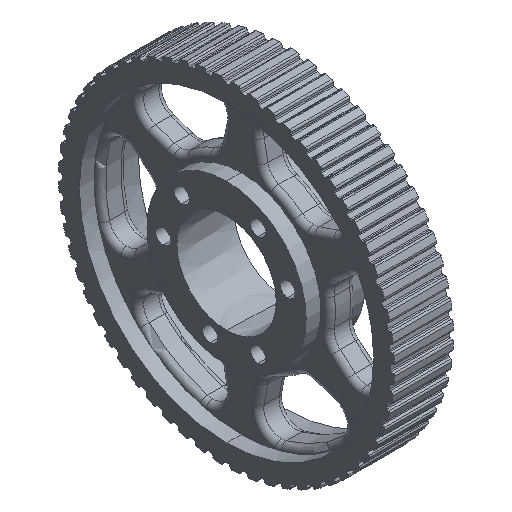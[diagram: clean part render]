
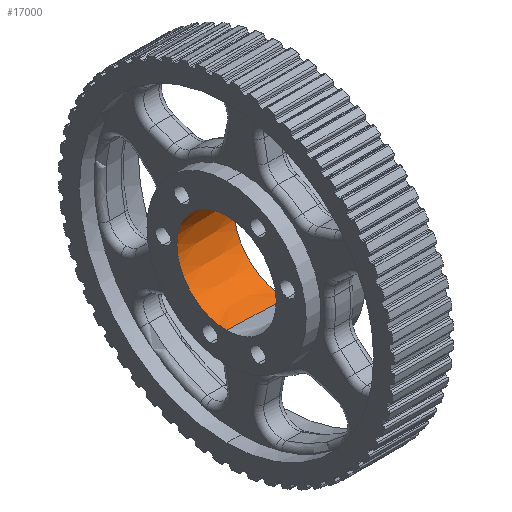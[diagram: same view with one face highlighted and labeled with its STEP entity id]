
A CAD part, isometric view. The second image highlights one B-rep face of the part: STEP entity #17000.
In plain terms, the highlighted conical face has half-angle 1.753 degrees and reference radius 27.756 mm.
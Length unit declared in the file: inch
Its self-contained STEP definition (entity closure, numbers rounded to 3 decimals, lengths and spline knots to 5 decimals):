
#6 = VECTOR ( 'NONE', #18610, 39.37008 ) ;
#1694 = CARTESIAN_POINT ( 'NONE',  ( -1.25, 0., 1.0545 ) ) ;
#2198 = CARTESIAN_POINT ( 'NONE',  ( 0., 0., 0. ) ) ;
#2531 = EDGE_CURVE ( 'NONE', #23178, #9760, #6352, .T. ) ;
#4087 = DIRECTION ( 'NONE',  ( 0., 0., -1. ) ) ;
#4109 = CARTESIAN_POINT ( 'NONE',  ( 0., 0., 1.09275 ) ) ;
#4579 = ORIENTED_EDGE ( 'NONE', *, *, #2531, .F. ) ;
#4974 = LINE ( 'NONE', #16678, #6 ) ;
#5247 = AXIS2_PLACEMENT_3D ( 'NONE', #8821, #21659, #10680 ) ;
#6306 = EDGE_CURVE ( 'NONE', #9760, #12500, #4974, .T. ) ;
#6352 = CIRCLE ( 'NONE', #5247, 1.0545 ) ;
#7399 = DIRECTION ( 'NONE',  ( 1., 0., -0.031 ) ) ;
#7576 = VECTOR ( 'NONE', #7399, 39.37008 ) ;
#8159 = LINE ( 'NONE', #11102, #7576 ) ;
#8821 = CARTESIAN_POINT ( 'NONE',  ( -1.25, 0., 0. ) ) ;
#9760 = VERTEX_POINT ( 'NONE', #1694 ) ;
#10215 = EDGE_LOOP ( 'NONE', ( #21480, #4579, #21902, #13245 ) ) ;
#10381 = CIRCLE ( 'NONE', #23210, 1.09275 ) ;
#10680 = DIRECTION ( 'NONE',  ( 0., 0., -1. ) ) ;
#10907 = DIRECTION ( 'NONE',  ( 1., 0., 0. ) ) ;
#10985 = DIRECTION ( 'NONE',  ( 0., 0., -1. ) ) ;
#11068 = CARTESIAN_POINT ( 'NONE',  ( -1.25, 0., -1.0545 ) ) ;
#11102 = CARTESIAN_POINT ( 'NONE',  ( 0., 0., -1.09275 ) ) ;
#12500 = VERTEX_POINT ( 'NONE', #4109 ) ;
#12544 = CARTESIAN_POINT ( 'NONE',  ( 0., 0., -1.09275 ) ) ;
#13245 = ORIENTED_EDGE ( 'NONE', *, *, #17138, .T. ) ;
#14640 = AXIS2_PLACEMENT_3D ( 'NONE', #20218, #10907, #10985 ) ;
#15165 = DIRECTION ( 'NONE',  ( 1., 0., 0. ) ) ;
#16678 = CARTESIAN_POINT ( 'NONE',  ( 0., 0., 1.09275 ) ) ;
#17000 = ADVANCED_FACE ( 'NONE', ( #18167 ), #17590, .F. ) ;
#17138 = EDGE_CURVE ( 'NONE', #17918, #12500, #10381, .T. ) ;
#17590 = CONICAL_SURFACE ( 'NONE', #14640, 1.09275, 0.031 ) ;
#17918 = VERTEX_POINT ( 'NONE', #12544 ) ;
#18167 = FACE_OUTER_BOUND ( 'NONE', #10215, .T. ) ;
#18610 = DIRECTION ( 'NONE',  ( 1., 0., 0.031 ) ) ;
#20218 = CARTESIAN_POINT ( 'NONE',  ( 0., 0., 0. ) ) ;
#21480 = ORIENTED_EDGE ( 'NONE', *, *, #6306, .F. ) ;
#21659 = DIRECTION ( 'NONE',  ( 1., 0., 0. ) ) ;
#21902 = ORIENTED_EDGE ( 'NONE', *, *, #22644, .T. ) ;
#22644 = EDGE_CURVE ( 'NONE', #23178, #17918, #8159, .T. ) ;
#23178 = VERTEX_POINT ( 'NONE', #11068 ) ;
#23210 = AXIS2_PLACEMENT_3D ( 'NONE', #2198, #15165, #4087 ) ;
